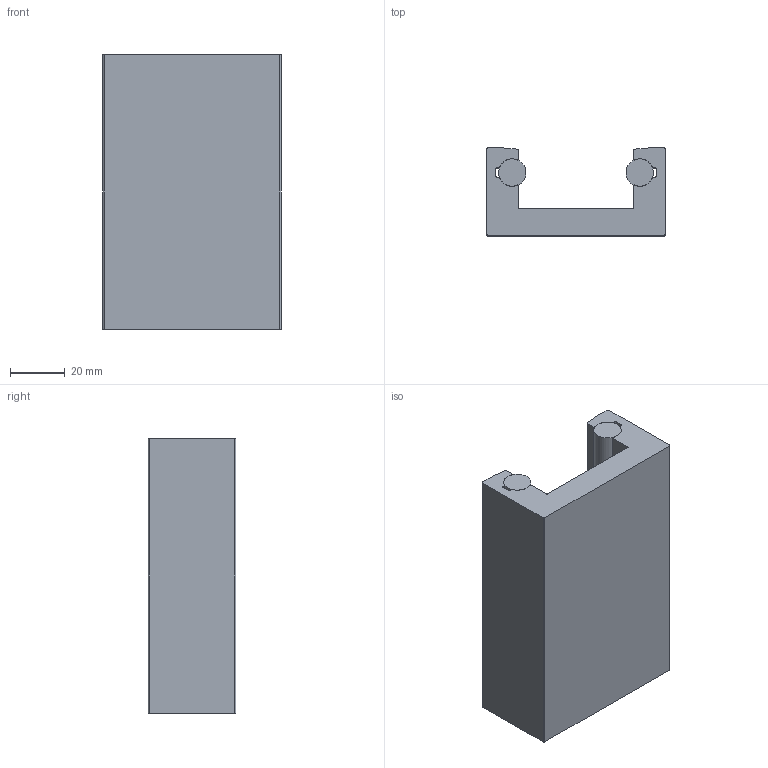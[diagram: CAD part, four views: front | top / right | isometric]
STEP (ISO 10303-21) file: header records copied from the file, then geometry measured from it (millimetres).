
FILE_DESCRIPTION(/* description */ ('GUIDA LINEARE MR65 COMPLETA DI TONDINO'),/* implementation_level */ '2;1');
FILE_NAME(/* name */ 'APRGD000002.stp',/* time_stamp */ '2022-07-27T08:11:50+02:00',/* author */ ('tecnico3.vi'),/* organization */ (''),/* preprocessor_version */ 'ST-DEVELOPER v18.1',/* originating_system */ 'Autodesk Inventor 2022',/* authorisation */ '');
FILE_SCHEMA (('AUTOMOTIVE_DESIGN { 1 0 10303 214 3 1 1 }'));
Length unit declared in the file: millimetre
Products named in the file (3): DM01.IL65AC.00; DM01.6532.00A; !03.435.00!!!
Assembly tree (3 placements, depth 2):
  DM01.IL65AC.00
    DM01.6532.00A
    !03.435.00!!!  x2
Bounding box: 65 x 32 x 100 mm (x, y, z)
Volume: 118027.1 mm3; surface area: 34765.1 mm2
Topology: 3 solids, 3 shells, 52 faces, 138 edges, 92 vertices
Faces by surface type: cylinder 28, plane 24
Full cylindrical faces by diameter (mm): 10 x2
Entity records: 1707 total; most frequent: DIRECTION 299, CARTESIAN_POINT 280, ORIENTED_EDGE 270, EDGE_CURVE 135, AXIS2_PLACEMENT_3D 109, VERTEX_POINT 90, LINE 81, VECTOR 81
